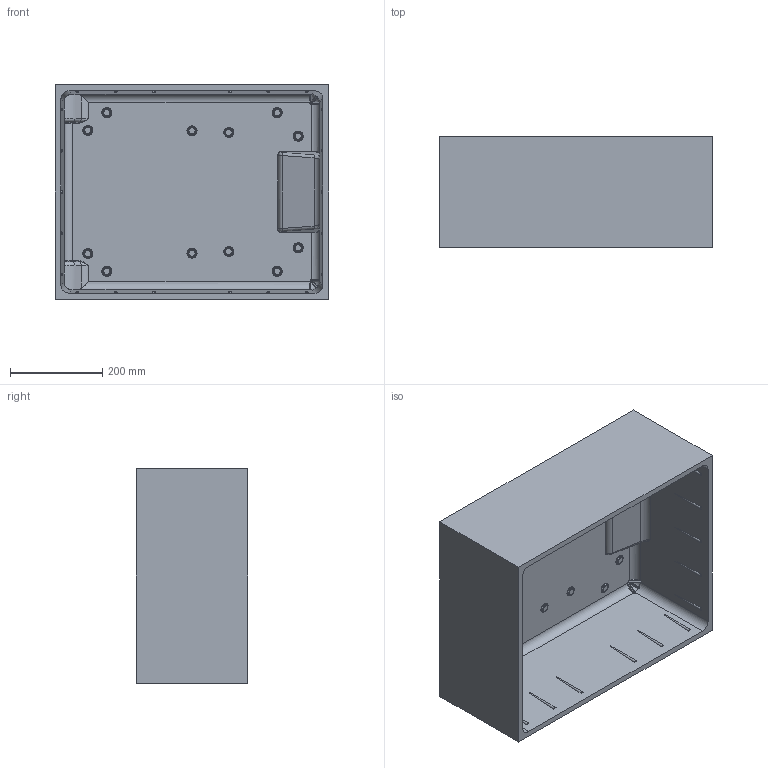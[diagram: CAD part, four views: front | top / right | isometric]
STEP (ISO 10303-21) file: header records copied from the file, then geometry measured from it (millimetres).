
FILE_DESCRIPTION (( 'STEP AP203' ), '1' );
FILE_NAME ('1610 Case, Bottom, New Tool.STEP', '2008-07-07T22:29:23', ( ' ' ), ( ' ' ), 'SwSTEP 2.0', 'SolidWorks 2007', '' );
FILE_SCHEMA (( 'CONFIG_CONTROL_DESIGN' ));
Length unit declared in the file: inch
Products named in the file (1): 1610 Case, Bottom, New Tool
Bounding box: 592.55 x 241.3 x 463.22 mm (x, y, z)
Volume: 14552629.5 mm3; surface area: 1456539 mm2
Topology: 1 solids, 1 shells, 254 faces, 543 edges, 318 vertices
Faces by surface type: cylinder 78, plane 70, torus 48, bspline 32, cone 24, sphere 2
Entity records: 8148 total; most frequent: CARTESIAN_POINT 2942, DIRECTION 1085, ORIENTED_EDGE 1070, EDGE_CURVE 535, AXIS2_PLACEMENT_3D 457, VERTEX_POINT 318, EDGE_LOOP 289, ADVANCED_FACE 254
